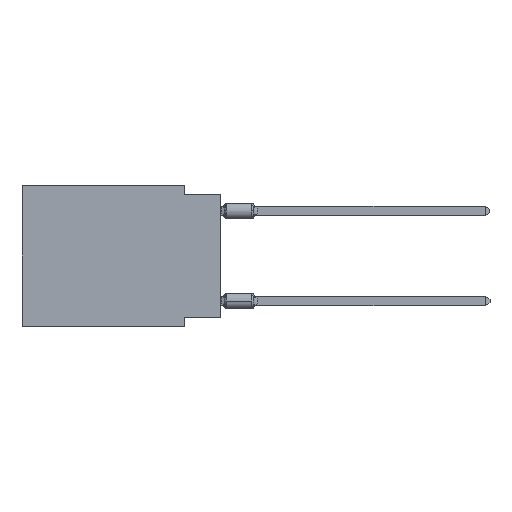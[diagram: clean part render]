
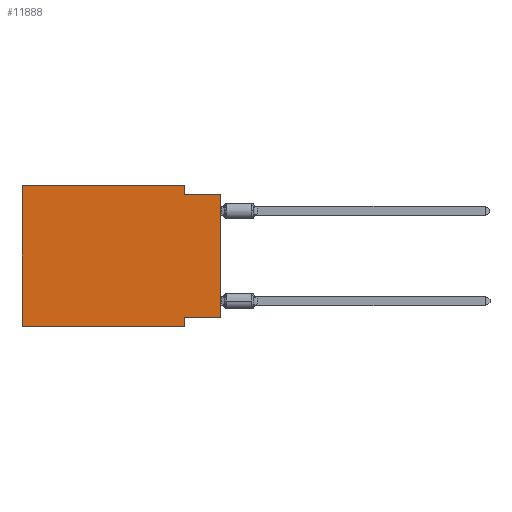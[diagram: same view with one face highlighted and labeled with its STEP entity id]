
A CAD part, left-side view. The second image highlights one B-rep face of the part: STEP entity #11888.
In plain terms, the highlighted planar face has unit normal (-1, 0, 0).
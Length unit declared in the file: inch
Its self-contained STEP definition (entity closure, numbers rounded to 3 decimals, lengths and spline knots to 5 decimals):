
#448 = VECTOR ( 'NONE', #6300, 39.37008 ) ;
#490 = CARTESIAN_POINT ( 'NONE',  ( 0., 0.55, 0. ) ) ;
#1735 = VECTOR ( 'NONE', #39073, 39.37008 ) ;
#5151 = CARTESIAN_POINT ( 'NONE',  ( 0., 0.1, 0. ) ) ;
#6300 = DIRECTION ( 'NONE',  ( 0., 0., 1. ) ) ;
#6557 = PLANE ( 'NONE',  #12155 ) ;
#6841 = DIRECTION ( 'NONE',  ( 0., 0., -1. ) ) ;
#7415 = DIRECTION ( 'NONE',  ( 0., -1., 0. ) ) ;
#8463 = VERTEX_POINT ( 'NONE', #9553 ) ;
#9553 = CARTESIAN_POINT ( 'NONE',  ( 0., 0., -0.365 ) ) ;
#9607 = EDGE_CURVE ( 'NONE', #21936, #26773, #42797, .T. ) ;
#9628 = ORIENTED_EDGE ( 'NONE', *, *, #22487, .F. ) ;
#9941 = LINE ( 'NONE', #27355, #1735 ) ;
#10521 = CARTESIAN_POINT ( 'NONE',  ( 0., 0., -0.025 ) ) ;
#10589 = VECTOR ( 'NONE', #54771, 39.37008 ) ;
#10974 = CARTESIAN_POINT ( 'NONE',  ( 0., 0.1, -0.025 ) ) ;
#11106 = DIRECTION ( 'NONE',  ( 0., 0., -1. ) ) ;
#11541 = LINE ( 'NONE', #45259, #52969 ) ;
#11639 = VERTEX_POINT ( 'NONE', #46939 ) ;
#11888 = ADVANCED_FACE ( 'NONE', ( #41122 ), #6557, .F. ) ;
#12155 = AXIS2_PLACEMENT_3D ( 'NONE', #49970, #37409, #6841 ) ;
#12783 = ORIENTED_EDGE ( 'NONE', *, *, #47046, .F. ) ;
#14577 = EDGE_LOOP ( 'NONE', ( #46500, #40256, #54671, #36907, #9628, #37247, #52360, #12783 ) ) ;
#15070 = EDGE_CURVE ( 'NONE', #8463, #18838, #23145, .T. ) ;
#16587 = EDGE_CURVE ( 'NONE', #11639, #34768, #46819, .T. ) ;
#16936 = CARTESIAN_POINT ( 'NONE',  ( 0., 0.1, -0.39 ) ) ;
#18765 = DIRECTION ( 'NONE',  ( 0., -1., 0. ) ) ;
#18838 = VERTEX_POINT ( 'NONE', #10521 ) ;
#19926 = LINE ( 'NONE', #37360, #10589 ) ;
#20098 = VECTOR ( 'NONE', #18765, 39.37008 ) ;
#20536 = VECTOR ( 'NONE', #7415, 39.37008 ) ;
#21936 = VERTEX_POINT ( 'NONE', #5151 ) ;
#22131 = CARTESIAN_POINT ( 'NONE',  ( 0., 0.1, -0.365 ) ) ;
#22487 = EDGE_CURVE ( 'NONE', #11639, #41805, #9941, .T. ) ;
#23145 = LINE ( 'NONE', #45434, #448 ) ;
#24052 = VERTEX_POINT ( 'NONE', #22131 ) ;
#26396 = EDGE_CURVE ( 'NONE', #41805, #21936, #49597, .T. ) ;
#26773 = VERTEX_POINT ( 'NONE', #10974 ) ;
#27355 = CARTESIAN_POINT ( 'NONE',  ( 0., 0.55, 0. ) ) ;
#27912 = CARTESIAN_POINT ( 'NONE',  ( 0., 0.55, 0. ) ) ;
#29143 = CARTESIAN_POINT ( 'NONE',  ( 0., 0.55, -0.39 ) ) ;
#33540 = DIRECTION ( 'NONE',  ( 0., -1., 0. ) ) ;
#34768 = VERTEX_POINT ( 'NONE', #16936 ) ;
#36907 = ORIENTED_EDGE ( 'NONE', *, *, #26396, .F. ) ;
#37049 = LINE ( 'NONE', #51002, #55631 ) ;
#37247 = ORIENTED_EDGE ( 'NONE', *, *, #16587, .T. ) ;
#37360 = CARTESIAN_POINT ( 'NONE',  ( 0., 0.1, -0.39 ) ) ;
#37409 = DIRECTION ( 'NONE',  ( 1., 0., 0. ) ) ;
#38551 = EDGE_CURVE ( 'NONE', #24052, #34768, #19926, .T. ) ;
#39073 = DIRECTION ( 'NONE',  ( 0., 0., 1. ) ) ;
#40256 = ORIENTED_EDGE ( 'NONE', *, *, #46136, .F. ) ;
#41122 = FACE_OUTER_BOUND ( 'NONE', #14577, .T. ) ;
#41805 = VERTEX_POINT ( 'NONE', #490 ) ;
#42797 = LINE ( 'NONE', #51340, #52537 ) ;
#45259 = CARTESIAN_POINT ( 'NONE',  ( 0., 0., -0.025 ) ) ;
#45434 = CARTESIAN_POINT ( 'NONE',  ( 0., 0., 0. ) ) ;
#46136 = EDGE_CURVE ( 'NONE', #26773, #18838, #11541, .T. ) ;
#46500 = ORIENTED_EDGE ( 'NONE', *, *, #15070, .T. ) ;
#46819 = LINE ( 'NONE', #29143, #20536 ) ;
#46939 = CARTESIAN_POINT ( 'NONE',  ( 0., 0.55, -0.39 ) ) ;
#47046 = EDGE_CURVE ( 'NONE', #8463, #24052, #37049, .T. ) ;
#49597 = LINE ( 'NONE', #27912, #20098 ) ;
#49970 = CARTESIAN_POINT ( 'NONE',  ( 0., 0.55, 0. ) ) ;
#51002 = CARTESIAN_POINT ( 'NONE',  ( 0., 0., -0.365 ) ) ;
#51340 = CARTESIAN_POINT ( 'NONE',  ( 0., 0.1, 0. ) ) ;
#52360 = ORIENTED_EDGE ( 'NONE', *, *, #38551, .F. ) ;
#52537 = VECTOR ( 'NONE', #11106, 39.37008 ) ;
#52969 = VECTOR ( 'NONE', #33540, 39.37008 ) ;
#54466 = DIRECTION ( 'NONE',  ( 0., 1., 0. ) ) ;
#54671 = ORIENTED_EDGE ( 'NONE', *, *, #9607, .F. ) ;
#54771 = DIRECTION ( 'NONE',  ( 0., 0., -1. ) ) ;
#55631 = VECTOR ( 'NONE', #54466, 39.37008 ) ;
